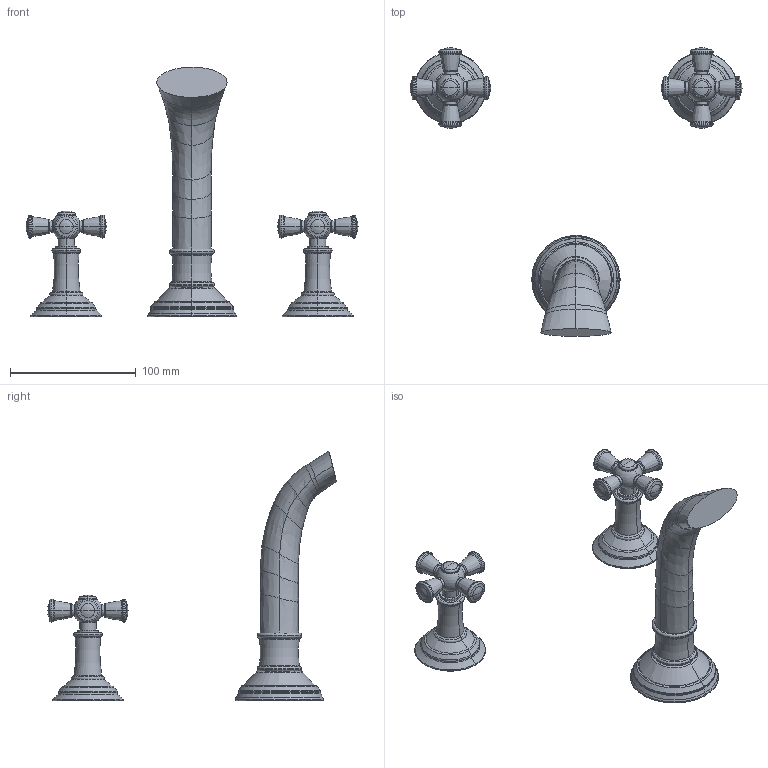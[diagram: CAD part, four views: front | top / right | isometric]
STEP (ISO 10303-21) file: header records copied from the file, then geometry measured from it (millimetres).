
FILE_DESCRIPTION((''),'2;1');
FILE_NAME('3-2405_SW0001','2020-12-01T14:42:32',('rsmith'),(''),'CREO PARAMETRIC BY PTC INC, 2018400','CREO PARAMETRIC BY PTC INC, 2018400','');
FILE_SCHEMA(('AUTOMOTIVE_DESIGN { 1 0 10303 214 1 1 1 1 }'));
Length unit declared in the file: inch
Products named in the file (1): 3-2405_SW0001
Bounding box: 264.24 x 229.92 x 198.75 mm (x, y, z)
Volume: 316420.6 mm3; surface area: 58330.5 mm2
Topology: 3 solids, 3 shells, 337 faces, 694 edges, 362 vertices
Faces by surface type: torus 182, bspline 54, cylinder 52, sphere 24, plane 19, cone 6
Entity records: 15623 total; most frequent: CARTESIAN_POINT 3957, DIRECTION 1730, ORIENTED_EDGE 1348, PRESENTATION_STYLE_ASSIGNMENT 1014, AXIS2_PLACEMENT_3D 831, STYLED_ITEM 677, CURVE_STYLE 674, EDGE_CURVE 674
